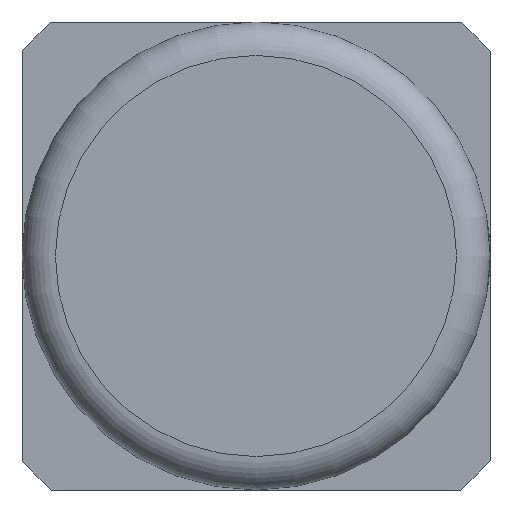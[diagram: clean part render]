
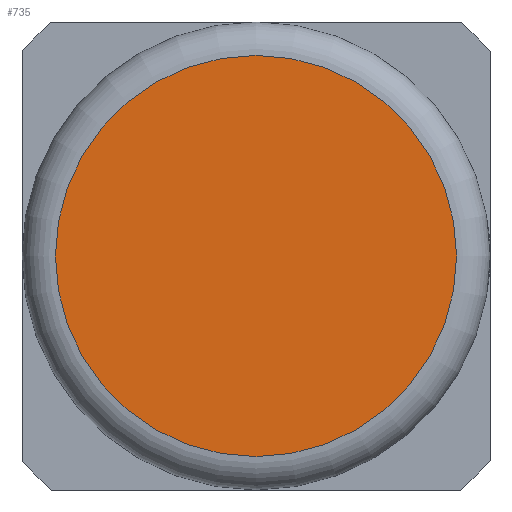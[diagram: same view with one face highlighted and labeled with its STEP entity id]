
A CAD part, front view. The second image highlights one B-rep face of the part: STEP entity #735.
In plain terms, the highlighted planar face has unit normal (0, -1, 0).
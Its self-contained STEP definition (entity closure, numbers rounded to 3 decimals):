
#95=PLANE('',#789);
#149=CIRCLE('',#787,30.);
#200=FACE_OUTER_BOUND('',#251,.T.);
#251=EDGE_LOOP('',(#492));
#335=VERTEX_POINT('',#1160);
#402=EDGE_CURVE('',#335,#335,#149,.T.);
#492=ORIENTED_EDGE('',*,*,#402,.T.);
#735=ADVANCED_FACE('',(#200),#95,.T.);
#787=AXIS2_PLACEMENT_3D('',#1161,#891,#892);
#789=AXIS2_PLACEMENT_3D('',#1164,#895,#896);
#891=DIRECTION('center_axis',(0.,-1.,0.));
#892=DIRECTION('ref_axis',(1.,0.,0.));
#895=DIRECTION('center_axis',(0.,-1.,0.));
#896=DIRECTION('ref_axis',(0.,0.,-1.));
#1160=CARTESIAN_POINT('',(30.,-5.7,0.));
#1161=CARTESIAN_POINT('Origin',(0.,-5.7,
0.));
#1164=CARTESIAN_POINT('Origin',(15.,-5.7,0.));
